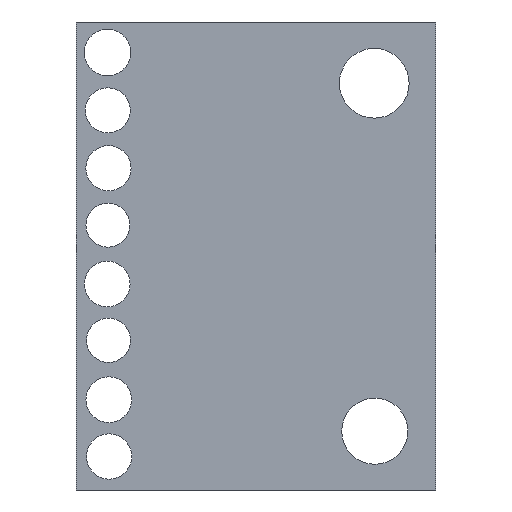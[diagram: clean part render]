
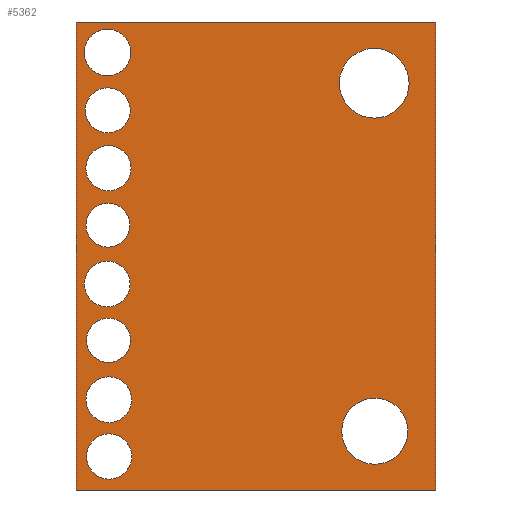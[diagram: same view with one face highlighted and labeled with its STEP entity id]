
A CAD part, front view. The second image highlights one B-rep face of the part: STEP entity #5362.
In plain terms, the highlighted planar face has unit normal (0, -1, 0).
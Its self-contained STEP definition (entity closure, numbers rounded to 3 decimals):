
#86 = LINE ( 'NONE', #167, #4949 ) ;
#129 = DIRECTION ( 'NONE',  ( 0., 1., 0. ) ) ;
#145 = EDGE_LOOP ( 'NONE', ( #3043 ) ) ;
#167 = CARTESIAN_POINT ( 'NONE',  ( -15.56, -1., -20.262 ) ) ;
#185 = DIRECTION ( 'NONE',  ( 1., 0., 0. ) ) ;
#187 = CIRCLE ( 'NONE', #3386, 0.954 ) ;
#228 = CIRCLE ( 'NONE', #3150, 0.978 ) ;
#240 = EDGE_LOOP ( 'NONE', ( #3780 ) ) ;
#285 = ORIENTED_EDGE ( 'NONE', *, *, #3479, .T. ) ;
#366 = FACE_BOUND ( 'NONE', #240, .T. ) ;
#367 = CIRCLE ( 'NONE', #5061, 0.99 ) ;
#394 = VERTEX_POINT ( 'NONE', #6828 ) ;
#433 = DIRECTION ( 'NONE',  ( 0., 1., 0. ) ) ;
#530 = EDGE_LOOP ( 'NONE', ( #7762 ) ) ;
#552 = CARTESIAN_POINT ( 'NONE',  ( -14.222, -1., -11.345 ) ) ;
#565 = VERTEX_POINT ( 'NONE', #4317 ) ;
#567 = CARTESIAN_POINT ( 'NONE',  ( -14.191, -1., -8.794 ) ) ;
#591 = DIRECTION ( 'NONE',  ( 1., 0., 0. ) ) ;
#623 = CARTESIAN_POINT ( 'NONE',  ( 0., -1., -20.262 ) ) ;
#835 = ORIENTED_EDGE ( 'NONE', *, *, #5104, .T. ) ;
#877 = FACE_BOUND ( 'NONE', #530, .T. ) ;
#909 = ORIENTED_EDGE ( 'NONE', *, *, #3051, .T. ) ;
#923 = AXIS2_PLACEMENT_3D ( 'NONE', #552, #6194, #591 ) ;
#963 = DIRECTION ( 'NONE',  ( 0., 0., -1. ) ) ;
#968 = DIRECTION ( 'NONE',  ( 1., 0., 0. ) ) ;
#1059 = DIRECTION ( 'NONE',  ( 1., 0., 0. ) ) ;
#1069 = VERTEX_POINT ( 'NONE', #1496 ) ;
#1094 = DIRECTION ( 'NONE',  ( 1., 0., 0. ) ) ;
#1150 = CIRCLE ( 'NONE', #7480, 1.432 ) ;
#1185 = DIRECTION ( 'NONE',  ( 0., 1., 0. ) ) ;
#1194 = CARTESIAN_POINT ( 'NONE',  ( -7.78, -1., -10.131 ) ) ;
#1218 = CARTESIAN_POINT ( 'NONE',  ( -14.165, -1., -13.781 ) ) ;
#1443 = DIRECTION ( 'NONE',  ( 0., 1., 0. ) ) ;
#1496 = CARTESIAN_POINT ( 'NONE',  ( -15.56, -1., -20.262 ) ) ;
#1518 = DIRECTION ( 'NONE',  ( 1., 0., 0. ) ) ;
#1544 = EDGE_CURVE ( 'NONE', #7499, #7499, #187, .T. ) ;
#1595 = CARTESIAN_POINT ( 'NONE',  ( -13.237, -1., -8.794 ) ) ;
#1613 = FACE_BOUND ( 'NONE', #4075, .T. ) ;
#1747 = DIRECTION ( 'NONE',  ( 1., 0., 0. ) ) ;
#1943 = CIRCLE ( 'NONE', #6680, 1.01 ) ;
#1963 = AXIS2_PLACEMENT_3D ( 'NONE', #1194, #3613, #8191 ) ;
#2002 = ORIENTED_EDGE ( 'NONE', *, *, #6567, .T. ) ;
#2027 = DIRECTION ( 'NONE',  ( 1., 0., 0. ) ) ;
#2136 = VERTEX_POINT ( 'NONE', #623 ) ;
#2145 = FACE_OUTER_BOUND ( 'NONE', #3577, .T. ) ;
#2192 = EDGE_CURVE ( 'NONE', #4150, #4150, #367, .T. ) ;
#2222 = FACE_BOUND ( 'NONE', #8328, .T. ) ;
#2254 = EDGE_CURVE ( 'NONE', #394, #394, #5752, .T. ) ;
#2279 = LINE ( 'NONE', #4848, #7357 ) ;
#2332 = VERTEX_POINT ( 'NONE', #2940 ) ;
#2333 = VECTOR ( 'NONE', #4245, 1000. ) ;
#2383 = EDGE_LOOP ( 'NONE', ( #7707 ) ) ;
#2394 = ORIENTED_EDGE ( 'NONE', *, *, #4624, .T. ) ;
#2637 = CARTESIAN_POINT ( 'NONE',  ( -14.206, -1., -1.321 ) ) ;
#2798 = ORIENTED_EDGE ( 'NONE', *, *, #7371, .T. ) ;
#2880 = PLANE ( 'NONE',  #1963 ) ;
#2900 = DIRECTION ( 'NONE',  ( 0., 1., 0. ) ) ;
#2940 = CARTESIAN_POINT ( 'NONE',  ( -13.208, -1., -13.781 ) ) ;
#3034 = VERTEX_POINT ( 'NONE', #6996 ) ;
#3043 = ORIENTED_EDGE ( 'NONE', *, *, #8245, .T. ) ;
#3051 = EDGE_CURVE ( 'NONE', #2332, #2332, #5375, .T. ) ;
#3150 = AXIS2_PLACEMENT_3D ( 'NONE', #3904, #5955, #185 ) ;
#3176 = VERTEX_POINT ( 'NONE', #6371 ) ;
#3259 = CARTESIAN_POINT ( 'NONE',  ( -15.56, -1., 0. ) ) ;
#3386 = AXIS2_PLACEMENT_3D ( 'NONE', #567, #7624, #1094 ) ;
#3444 = CIRCLE ( 'NONE', #923, 0.989 ) ;
#3479 = EDGE_CURVE ( 'NONE', #1069, #2136, #86, .T. ) ;
#3519 = CARTESIAN_POINT ( 'NONE',  ( 0., -1., 0. ) ) ;
#3530 = FACE_BOUND ( 'NONE', #5110, .T. ) ;
#3557 = CARTESIAN_POINT ( 'NONE',  ( -2.659, -1., -2.654 ) ) ;
#3577 = EDGE_LOOP ( 'NONE', ( #285, #2394, #4432, #5564 ) ) ;
#3613 = DIRECTION ( 'NONE',  ( 0., -1., 0. ) ) ;
#3682 = VERTEX_POINT ( 'NONE', #4444 ) ;
#3768 = CARTESIAN_POINT ( 'NONE',  ( 0., -1., 0. ) ) ;
#3780 = ORIENTED_EDGE ( 'NONE', *, *, #1544, .T. ) ;
#3904 = CARTESIAN_POINT ( 'NONE',  ( -14.167, -1., -6.332 ) ) ;
#3962 = VERTEX_POINT ( 'NONE', #3259 ) ;
#4047 = FACE_BOUND ( 'NONE', #4709, .T. ) ;
#4075 = EDGE_LOOP ( 'NONE', ( #5062 ) ) ;
#4100 = AXIS2_PLACEMENT_3D ( 'NONE', #8076, #2900, #6039 ) ;
#4150 = VERTEX_POINT ( 'NONE', #6778 ) ;
#4195 = LINE ( 'NONE', #3519, #2333 ) ;
#4245 = DIRECTION ( 'NONE',  ( -1., 0., 0. ) ) ;
#4317 = CARTESIAN_POINT ( 'NONE',  ( -1.204, -1., -17.715 ) ) ;
#4385 = EDGE_LOOP ( 'NONE', ( #909 ) ) ;
#4432 = ORIENTED_EDGE ( 'NONE', *, *, #6197, .T. ) ;
#4444 = CARTESIAN_POINT ( 'NONE',  ( -1.151, -1., -2.654 ) ) ;
#4624 = EDGE_CURVE ( 'NONE', #2136, #5666, #5985, .T. ) ;
#4709 = EDGE_LOOP ( 'NONE', ( #5814 ) ) ;
#4798 = FACE_BOUND ( 'NONE', #2383, .T. ) ;
#4848 = CARTESIAN_POINT ( 'NONE',  ( -15.56, -1., 0. ) ) ;
#4949 = VECTOR ( 'NONE', #5981, 1000. ) ;
#4951 = VERTEX_POINT ( 'NONE', #7710 ) ;
#5061 = AXIS2_PLACEMENT_3D ( 'NONE', #5087, #6235, #8206 ) ;
#5062 = ORIENTED_EDGE ( 'NONE', *, *, #2192, .T. ) ;
#5087 = CARTESIAN_POINT ( 'NONE',  ( -14.152, -1., -16.352 ) ) ;
#5104 = EDGE_CURVE ( 'NONE', #3176, #3176, #3444, .T. ) ;
#5110 = EDGE_LOOP ( 'NONE', ( #835 ) ) ;
#5342 = FACE_BOUND ( 'NONE', #7559, .T. ) ;
#5358 = CARTESIAN_POINT ( 'NONE',  ( 0., -1., -20.262 ) ) ;
#5362 = ADVANCED_FACE ( 'NONE', ( #4047, #5971, #2222, #4798, #1613, #5342, #3530, #6130, #366, #877, #2145 ), #2880, .T. ) ;
#5375 = CIRCLE ( 'NONE', #7926, 0.956 ) ;
#5564 = ORIENTED_EDGE ( 'NONE', *, *, #7685, .T. ) ;
#5653 = CARTESIAN_POINT ( 'NONE',  ( -2.636, -1., -17.715 ) ) ;
#5666 = VERTEX_POINT ( 'NONE', #3768 ) ;
#5752 = CIRCLE ( 'NONE', #6438, 0.98 ) ;
#5814 = ORIENTED_EDGE ( 'NONE', *, *, #6358, .T. ) ;
#5863 = DIRECTION ( 'NONE',  ( 0., 0., 1. ) ) ;
#5955 = DIRECTION ( 'NONE',  ( 0., 1., 0. ) ) ;
#5971 = FACE_BOUND ( 'NONE', #4385, .T. ) ;
#5981 = DIRECTION ( 'NONE',  ( 1., 0., 0. ) ) ;
#5985 = LINE ( 'NONE', #5358, #8284 ) ;
#6039 = DIRECTION ( 'NONE',  ( 1., 0., 0. ) ) ;
#6130 = FACE_BOUND ( 'NONE', #145, .T. ) ;
#6194 = DIRECTION ( 'NONE',  ( 0., 1., 0. ) ) ;
#6197 = EDGE_CURVE ( 'NONE', #5666, #3962, #4195, .T. ) ;
#6235 = DIRECTION ( 'NONE',  ( 0., 1., 0. ) ) ;
#6358 = EDGE_CURVE ( 'NONE', #565, #565, #1150, .T. ) ;
#6371 = CARTESIAN_POINT ( 'NONE',  ( -13.233, -1., -11.345 ) ) ;
#6415 = VERTEX_POINT ( 'NONE', #8259 ) ;
#6424 = CIRCLE ( 'NONE', #7222, 1.508 ) ;
#6438 = AXIS2_PLACEMENT_3D ( 'NONE', #7746, #129, #2027 ) ;
#6567 = EDGE_CURVE ( 'NONE', #4951, #4951, #6802, .T. ) ;
#6680 = AXIS2_PLACEMENT_3D ( 'NONE', #2637, #1443, #1518 ) ;
#6778 = CARTESIAN_POINT ( 'NONE',  ( -13.162, -1., -16.352 ) ) ;
#6802 = CIRCLE ( 'NONE', #4100, 0.974 ) ;
#6828 = CARTESIAN_POINT ( 'NONE',  ( -13.161, -1., -18.812 ) ) ;
#6996 = CARTESIAN_POINT ( 'NONE',  ( -13.197, -1., -1.321 ) ) ;
#7222 = AXIS2_PLACEMENT_3D ( 'NONE', #3557, #7288, #968 ) ;
#7288 = DIRECTION ( 'NONE',  ( 0., 1., 0. ) ) ;
#7357 = VECTOR ( 'NONE', #963, 1000. ) ;
#7371 = EDGE_CURVE ( 'NONE', #3682, #3682, #6424, .T. ) ;
#7480 = AXIS2_PLACEMENT_3D ( 'NONE', #5653, #1185, #1747 ) ;
#7499 = VERTEX_POINT ( 'NONE', #1595 ) ;
#7559 = EDGE_LOOP ( 'NONE', ( #2798 ) ) ;
#7624 = DIRECTION ( 'NONE',  ( 0., 1., 0. ) ) ;
#7685 = EDGE_CURVE ( 'NONE', #3962, #1069, #2279, .T. ) ;
#7707 = ORIENTED_EDGE ( 'NONE', *, *, #8246, .T. ) ;
#7710 = CARTESIAN_POINT ( 'NONE',  ( -13.223, -1., -3.824 ) ) ;
#7746 = CARTESIAN_POINT ( 'NONE',  ( -14.14, -1., -18.812 ) ) ;
#7762 = ORIENTED_EDGE ( 'NONE', *, *, #2254, .T. ) ;
#7926 = AXIS2_PLACEMENT_3D ( 'NONE', #1218, #433, #1059 ) ;
#8076 = CARTESIAN_POINT ( 'NONE',  ( -14.196, -1., -3.824 ) ) ;
#8191 = DIRECTION ( 'NONE',  ( 0., 0., -1. ) ) ;
#8206 = DIRECTION ( 'NONE',  ( 1., 0., 0. ) ) ;
#8245 = EDGE_CURVE ( 'NONE', #3034, #3034, #1943, .T. ) ;
#8246 = EDGE_CURVE ( 'NONE', #6415, #6415, #228, .T. ) ;
#8259 = CARTESIAN_POINT ( 'NONE',  ( -13.188, -1., -6.332 ) ) ;
#8284 = VECTOR ( 'NONE', #5863, 1000. ) ;
#8328 = EDGE_LOOP ( 'NONE', ( #2002 ) ) ;
